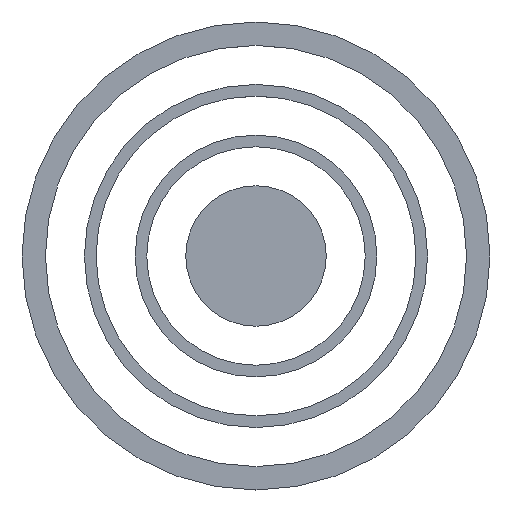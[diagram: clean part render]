
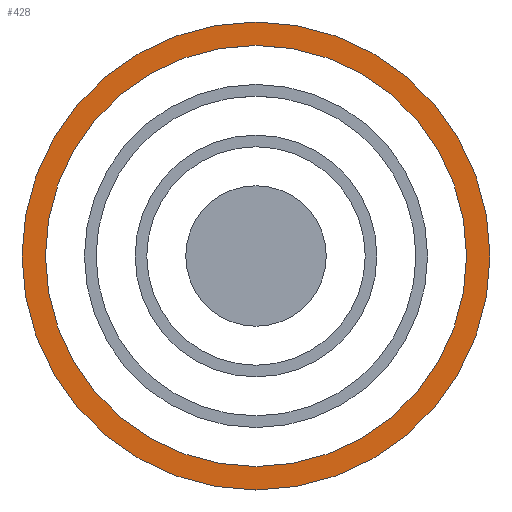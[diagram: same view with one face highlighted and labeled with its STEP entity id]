
A CAD part, top view. The second image highlights one B-rep face of the part: STEP entity #428.
In plain terms, the highlighted planar face has unit normal (0, 0, 1).
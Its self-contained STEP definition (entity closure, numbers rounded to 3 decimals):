
#1 = AXIS2_PLACEMENT_3D ( 'NONE', #222, #272, #630 ) ;
#9 = CARTESIAN_POINT ( 'NONE',  ( 0., 0., 0.01 ) ) ;
#22 = VERTEX_POINT ( 'NONE', #368 ) ;
#38 = CARTESIAN_POINT ( 'NONE',  ( 3., 0., 0.01 ) ) ;
#43 = AXIS2_PLACEMENT_3D ( 'NONE', #303, #510, #659 ) ;
#51 = EDGE_CURVE ( 'NONE', #447, #472, #262, .T. ) ;
#52 = DIRECTION ( 'NONE',  ( 0., 0., 1. ) ) ;
#67 = CIRCLE ( 'NONE', #608, 3. ) ;
#125 = ORIENTED_EDGE ( 'NONE', *, *, #356, .F. ) ;
#128 = FACE_OUTER_BOUND ( 'NONE', #145, .T. ) ;
#139 = CIRCLE ( 'NONE', #552, 2.7 ) ;
#145 = EDGE_LOOP ( 'NONE', ( #647, #526 ) ) ;
#177 = DIRECTION ( 'NONE',  ( 0., 0., 1. ) ) ;
#195 = CIRCLE ( 'NONE', #43, 2.7 ) ;
#222 = CARTESIAN_POINT ( 'NONE',  ( 0., 0., 0.01 ) ) ;
#262 = CIRCLE ( 'NONE', #522, 3. ) ;
#272 = DIRECTION ( 'NONE',  ( 0., 0., 1. ) ) ;
#273 = DIRECTION ( 'NONE',  ( 1., 0., 0. ) ) ;
#276 = DIRECTION ( 'NONE',  ( 1., 0., 0. ) ) ;
#301 = FACE_BOUND ( 'NONE', #377, .T. ) ;
#303 = CARTESIAN_POINT ( 'NONE',  ( 0., 0., 0.01 ) ) ;
#356 = EDGE_CURVE ( 'NONE', #421, #22, #195, .T. ) ;
#357 = CARTESIAN_POINT ( 'NONE',  ( 0., 0., 0.01 ) ) ;
#366 = CARTESIAN_POINT ( 'NONE',  ( 0., 0., 0.01 ) ) ;
#368 = CARTESIAN_POINT ( 'NONE',  ( 2.7, 0., 0.01 ) ) ;
#377 = EDGE_LOOP ( 'NONE', ( #125, #629 ) ) ;
#384 = EDGE_CURVE ( 'NONE', #22, #421, #139, .T. ) ;
#412 = DIRECTION ( 'NONE',  ( 1., 0., 0. ) ) ;
#421 = VERTEX_POINT ( 'NONE', #467 ) ;
#428 = ADVANCED_FACE ( 'NONE', ( #301, #128 ), #470, .T. ) ;
#447 = VERTEX_POINT ( 'NONE', #38 ) ;
#467 = CARTESIAN_POINT ( 'NONE',  ( -2.7, 0., 0.01 ) ) ;
#470 = PLANE ( 'NONE',  #1 ) ;
#472 = VERTEX_POINT ( 'NONE', #500 ) ;
#482 = DIRECTION ( 'NONE',  ( 0., 0., 1. ) ) ;
#500 = CARTESIAN_POINT ( 'NONE',  ( -3., 0., 0.01 ) ) ;
#510 = DIRECTION ( 'NONE',  ( 0., 0., 1. ) ) ;
#522 = AXIS2_PLACEMENT_3D ( 'NONE', #9, #482, #276 ) ;
#526 = ORIENTED_EDGE ( 'NONE', *, *, #51, .T. ) ;
#552 = AXIS2_PLACEMENT_3D ( 'NONE', #357, #52, #412 ) ;
#608 = AXIS2_PLACEMENT_3D ( 'NONE', #366, #177, #273 ) ;
#615 = EDGE_CURVE ( 'NONE', #472, #447, #67, .T. ) ;
#629 = ORIENTED_EDGE ( 'NONE', *, *, #384, .F. ) ;
#630 = DIRECTION ( 'NONE',  ( 1., 0., 0. ) ) ;
#647 = ORIENTED_EDGE ( 'NONE', *, *, #615, .T. ) ;
#659 = DIRECTION ( 'NONE',  ( 1., 0., 0. ) ) ;
